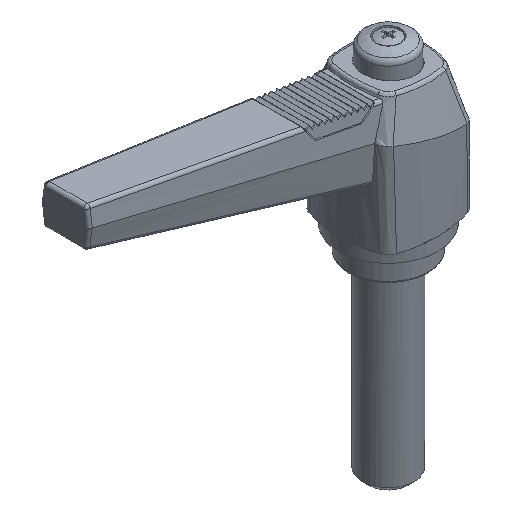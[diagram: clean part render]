
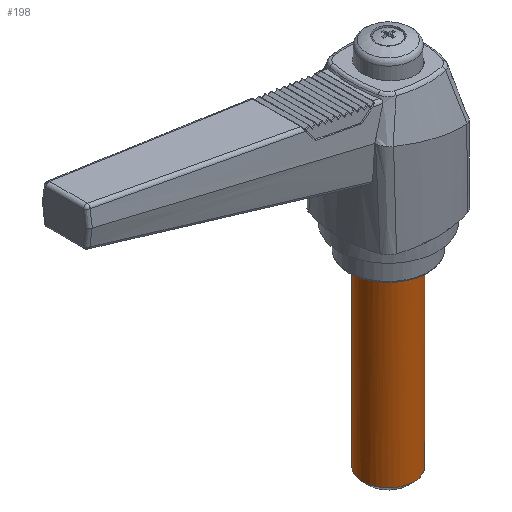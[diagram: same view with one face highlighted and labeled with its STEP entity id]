
A CAD part, isometric view. The second image highlights one B-rep face of the part: STEP entity #198.
In plain terms, the highlighted cylindrical face has radius 8 mm (diameter 16 mm), a full revolution.
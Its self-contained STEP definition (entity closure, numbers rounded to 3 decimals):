
#198 = ADVANCED_FACE( '', ( #649, #650 ), #651, .T. );
#649 = FACE_OUTER_BOUND( '', #4653, .T. );
#650 = FACE_OUTER_BOUND( '', #4654, .T. );
#651 = CYLINDRICAL_SURFACE( '', #4655, 8. );
#4653 = EDGE_LOOP( '', ( #9342 ) );
#4654 = EDGE_LOOP( '', ( #9343 ) );
#4655 = AXIS2_PLACEMENT_3D( '', #9344, #9345, #9346 );
#9342 = ORIENTED_EDGE( '', *, *, #10935, .T. );
#9343 = ORIENTED_EDGE( '', *, *, #10936, .T. );
#9344 = CARTESIAN_POINT( '', ( 0., 0., -71.5 ) );
#9345 = DIRECTION( '', ( 0., 0., 1. ) );
#9346 = DIRECTION( '', ( -0.026, -1., 0. ) );
#10935 = EDGE_CURVE( '', #11967, #11967, #11968, .T. );
#10936 = EDGE_CURVE( '', #11969, #11969, #11970, .F. );
#11967 = VERTEX_POINT( '', #15595 );
#11968 = CIRCLE( '', #15596, 8. );
#11969 = VERTEX_POINT( '', #15597 );
#11970 = CIRCLE( '', #15598, 8. );
#15595 = CARTESIAN_POINT( '', ( 0.207, 7.997, -69.5 ) );
#15596 = AXIS2_PLACEMENT_3D( '', #16531, #16532, #16533 );
#15597 = CARTESIAN_POINT( '', ( 8., 0., -11.503 ) );
#15598 = AXIS2_PLACEMENT_3D( '', #16534, #16535, #16536 );
#16531 = CARTESIAN_POINT( '', ( 0., 0., -69.5 ) );
#16532 = DIRECTION( '', ( 0., 0., 1. ) );
#16533 = DIRECTION( '', ( 0.026, 1., 0. ) );
#16534 = CARTESIAN_POINT( '', ( 0., 0., -11.503 ) );
#16535 = DIRECTION( '', ( 0., 0., 1. ) );
#16536 = DIRECTION( '', ( 1., 0., 0. ) );
